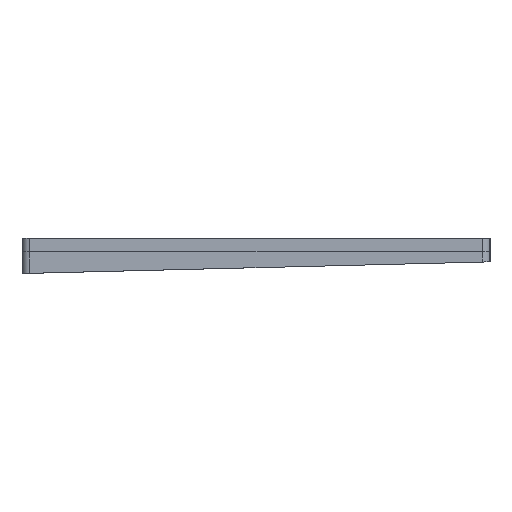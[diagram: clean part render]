
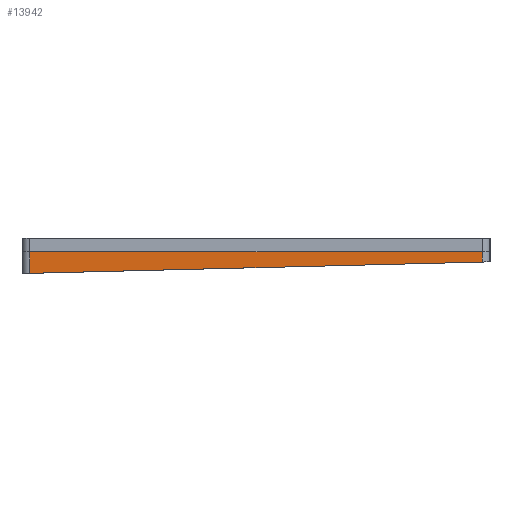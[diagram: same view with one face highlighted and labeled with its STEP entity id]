
A CAD part, left-side view. The second image highlights one B-rep face of the part: STEP entity #13942.
In plain terms, the highlighted planar face has unit normal (-1, 0, 0).
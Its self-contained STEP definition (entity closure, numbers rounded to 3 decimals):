
#2574 = PLANE('',#2575);
#2575 = AXIS2_PLACEMENT_3D('',#2576,#2577,#2578);
#2576 = CARTESIAN_POINT('',(-114.625,38.425,-6.958));
#2577 = DIRECTION('',(0.,-0.025,-1.));
#2578 = DIRECTION('',(0.,-1.,0.025));
#2602 = CYLINDRICAL_SURFACE('',#2603,1.3);
#2603 = AXIS2_PLACEMENT_3D('',#2604,#2605,#2606);
#2604 = CARTESIAN_POINT('',(-113.325,37.125,-3.4));
#2605 = DIRECTION('',(0.,0.,-1.));
#2606 = DIRECTION('',(0.,1.,0.));
#4217 = PLANE('',#4218);
#4218 = AXIS2_PLACEMENT_3D('',#4219,#4220,#4221);
#4219 = CARTESIAN_POINT('',(-114.625,-38.425,-3.4));
#4220 = DIRECTION('',(-1.,0.,0.));
#4221 = DIRECTION('',(0.,1.,0.));
#4553 = VERTEX_POINT('',#4554);
#4554 = CARTESIAN_POINT('',(-114.625,-37.125,-5.075));
#4573 = CYLINDRICAL_SURFACE('',#4574,1.3);
#4574 = AXIS2_PLACEMENT_3D('',#4575,#4576,#4577);
#4575 = CARTESIAN_POINT('',(-113.325,-37.125,-3.4));
#4576 = DIRECTION('',(0.,0.,-1.));
#4577 = DIRECTION('',(-1.,0.,0.));
#4588 = EDGE_CURVE('',#4589,#4553,#4591,.T.);
#4589 = VERTEX_POINT('',#4590);
#4590 = CARTESIAN_POINT('',(-114.625,37.125,-6.925));
#4591 = SURFACE_CURVE('',#4592,(#4596,#4603),.PCURVE_S1.);
#4592 = LINE('',#4593,#4594);
#4593 = CARTESIAN_POINT('',(-114.625,38.425,-6.958));
#4594 = VECTOR('',#4595,1.);
#4595 = DIRECTION('',(0.,-1.,0.025));
#4596 = PCURVE('',#2574,#4597);
#4597 = DEFINITIONAL_REPRESENTATION('',(#4598),#4602);
#4598 = LINE('',#4599,#4600);
#4599 = CARTESIAN_POINT('',(0.,0.));
#4600 = VECTOR('',#4601,1.);
#4601 = DIRECTION('',(1.,0.));
#4602 = ( GEOMETRIC_REPRESENTATION_CONTEXT(2) 
PARAMETRIC_REPRESENTATION_CONTEXT() REPRESENTATION_CONTEXT('2D SPACE',''
  ) );
#4603 = PCURVE('',#4604,#4609);
#4604 = PLANE('',#4605);
#4605 = AXIS2_PLACEMENT_3D('',#4606,#4607,#4608);
#4606 = CARTESIAN_POINT('',(-114.625,0.463,-4.706));
#4607 = DIRECTION('',(1.,0.,0.));
#4608 = DIRECTION('',(0.,1.,0.));
#4609 = DEFINITIONAL_REPRESENTATION('',(#4610),#4614);
#4610 = LINE('',#4611,#4612);
#4611 = CARTESIAN_POINT('',(37.962,-2.252));
#4612 = VECTOR('',#4613,1.);
#4613 = DIRECTION('',(-1.,0.025));
#4614 = ( GEOMETRIC_REPRESENTATION_CONTEXT(2) 
PARAMETRIC_REPRESENTATION_CONTEXT() REPRESENTATION_CONTEXT('2D SPACE',''
  ) );
#13523 = VERTEX_POINT('',#13524);
#13524 = CARTESIAN_POINT('',(-114.625,37.125,-3.4));
#13546 = EDGE_CURVE('',#13523,#4589,#13547,.T.);
#13547 = SURFACE_CURVE('',#13548,(#13552,#13559),.PCURVE_S1.);
#13548 = LINE('',#13549,#13550);
#13549 = CARTESIAN_POINT('',(-114.625,37.125,-3.4));
#13550 = VECTOR('',#13551,1.);
#13551 = DIRECTION('',(0.,0.,-1.));
#13552 = PCURVE('',#2602,#13553);
#13553 = DEFINITIONAL_REPRESENTATION('',(#13554),#13558);
#13554 = LINE('',#13555,#13556);
#13555 = CARTESIAN_POINT('',(-1.571,0.));
#13556 = VECTOR('',#13557,1.);
#13557 = DIRECTION('',(-0.,1.));
#13558 = ( GEOMETRIC_REPRESENTATION_CONTEXT(2) 
PARAMETRIC_REPRESENTATION_CONTEXT() REPRESENTATION_CONTEXT('2D SPACE',''
  ) );
#13559 = PCURVE('',#4604,#13560);
#13560 = DEFINITIONAL_REPRESENTATION('',(#13561),#13565);
#13561 = LINE('',#13562,#13563);
#13562 = CARTESIAN_POINT('',(36.662,1.306));
#13563 = VECTOR('',#13564,1.);
#13564 = DIRECTION('',(0.,-1.));
#13565 = ( GEOMETRIC_REPRESENTATION_CONTEXT(2) 
PARAMETRIC_REPRESENTATION_CONTEXT() REPRESENTATION_CONTEXT('2D SPACE',''
  ) );
#13845 = VERTEX_POINT('',#13846);
#13846 = CARTESIAN_POINT('',(-114.625,-37.125,-3.4));
#13892 = EDGE_CURVE('',#13845,#13523,#13893,.T.);
#13893 = SURFACE_CURVE('',#13894,(#13898,#13905),.PCURVE_S1.);
#13894 = LINE('',#13895,#13896);
#13895 = CARTESIAN_POINT('',(-114.625,-38.425,-3.4));
#13896 = VECTOR('',#13897,1.);
#13897 = DIRECTION('',(0.,1.,0.));
#13898 = PCURVE('',#4217,#13899);
#13899 = DEFINITIONAL_REPRESENTATION('',(#13900),#13904);
#13900 = LINE('',#13901,#13902);
#13901 = CARTESIAN_POINT('',(0.,0.));
#13902 = VECTOR('',#13903,1.);
#13903 = DIRECTION('',(1.,0.));
#13904 = ( GEOMETRIC_REPRESENTATION_CONTEXT(2) 
PARAMETRIC_REPRESENTATION_CONTEXT() REPRESENTATION_CONTEXT('2D SPACE',''
  ) );
#13905 = PCURVE('',#4604,#13906);
#13906 = DEFINITIONAL_REPRESENTATION('',(#13907),#13911);
#13907 = LINE('',#13908,#13909);
#13908 = CARTESIAN_POINT('',(-38.888,1.306));
#13909 = VECTOR('',#13910,1.);
#13910 = DIRECTION('',(1.,0.));
#13911 = ( GEOMETRIC_REPRESENTATION_CONTEXT(2) 
PARAMETRIC_REPRESENTATION_CONTEXT() REPRESENTATION_CONTEXT('2D SPACE',''
  ) );
#13942 = ADVANCED_FACE('',(#13943),#4604,.F.);
#13943 = FACE_BOUND('',#13944,.F.);
#13944 = EDGE_LOOP('',(#13945,#13946,#13967,#13968));
#13945 = ORIENTED_EDGE('',*,*,#13892,.F.);
#13946 = ORIENTED_EDGE('',*,*,#13947,.T.);
#13947 = EDGE_CURVE('',#13845,#4553,#13948,.T.);
#13948 = SURFACE_CURVE('',#13949,(#13953,#13960),.PCURVE_S1.);
#13949 = LINE('',#13950,#13951);
#13950 = CARTESIAN_POINT('',(-114.625,-37.125,-3.4));
#13951 = VECTOR('',#13952,1.);
#13952 = DIRECTION('',(0.,0.,-1.));
#13953 = PCURVE('',#4604,#13954);
#13954 = DEFINITIONAL_REPRESENTATION('',(#13955),#13959);
#13955 = LINE('',#13956,#13957);
#13956 = CARTESIAN_POINT('',(-37.588,1.306));
#13957 = VECTOR('',#13958,1.);
#13958 = DIRECTION('',(0.,-1.));
#13959 = ( GEOMETRIC_REPRESENTATION_CONTEXT(2) 
PARAMETRIC_REPRESENTATION_CONTEXT() REPRESENTATION_CONTEXT('2D SPACE',''
  ) );
#13960 = PCURVE('',#4573,#13961);
#13961 = DEFINITIONAL_REPRESENTATION('',(#13962),#13966);
#13962 = LINE('',#13963,#13964);
#13963 = CARTESIAN_POINT('',(-0.,0.));
#13964 = VECTOR('',#13965,1.);
#13965 = DIRECTION('',(-0.,1.));
#13966 = ( GEOMETRIC_REPRESENTATION_CONTEXT(2) 
PARAMETRIC_REPRESENTATION_CONTEXT() REPRESENTATION_CONTEXT('2D SPACE',''
  ) );
#13967 = ORIENTED_EDGE('',*,*,#4588,.F.);
#13968 = ORIENTED_EDGE('',*,*,#13546,.F.);
